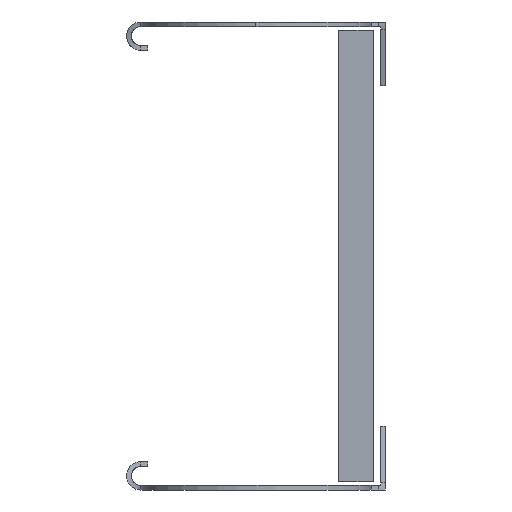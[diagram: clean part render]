
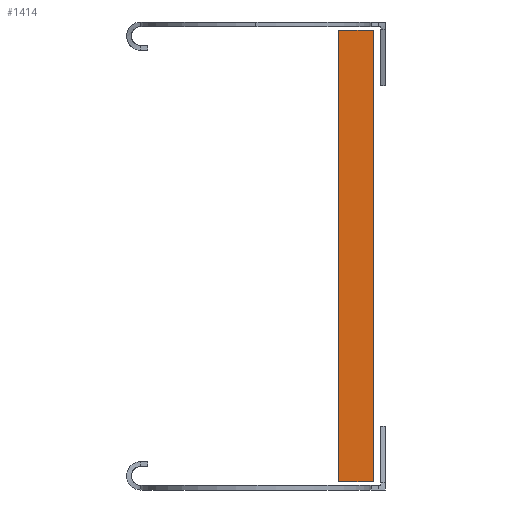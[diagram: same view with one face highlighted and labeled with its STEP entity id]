
A CAD part, left-side view. The second image highlights one B-rep face of the part: STEP entity #1414.
In plain terms, the highlighted planar face has unit normal (-1, 0, 0).
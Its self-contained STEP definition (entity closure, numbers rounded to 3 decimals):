
#95 = AXIS2_PLACEMENT_3D ( 'NONE', #2839, #3340, #1311 ) ;
#132 = FACE_OUTER_BOUND ( 'NONE', #337, .T. ) ;
#184 = CARTESIAN_POINT ( 'NONE',  ( -15., 3.5, 96. ) ) ;
#337 = EDGE_LOOP ( 'NONE', ( #3326, #2569, #3316, #2996, #2953, #2949, #2929, #2422 ) ) ;
#640 = VECTOR ( 'NONE', #1992, 1000. ) ;
#645 = VERTEX_POINT ( 'NONE', #1855 ) ;
#676 = VECTOR ( 'NONE', #1249, 1000. ) ;
#833 = PLANE ( 'NONE',  #95 ) ;
#859 = DIRECTION ( 'NONE',  ( 0., 1., 0. ) ) ;
#982 = LINE ( 'NONE', #2256, #676 ) ;
#1028 = LINE ( 'NONE', #2712, #1398 ) ;
#1085 = VERTEX_POINT ( 'NONE', #2854 ) ;
#1199 = CARTESIAN_POINT ( 'NONE',  ( -15., 3.5, 96. ) ) ;
#1204 = EDGE_CURVE ( 'NONE', #1338, #3152, #1028, .T. ) ;
#1232 = CARTESIAN_POINT ( 'NONE',  ( -15., 15., -96. ) ) ;
#1249 = DIRECTION ( 'NONE',  ( 0., 0., 1. ) ) ;
#1311 = DIRECTION ( 'NONE',  ( 0., 0., -1. ) ) ;
#1338 = VERTEX_POINT ( 'NONE', #2735 ) ;
#1342 = EDGE_CURVE ( 'NONE', #2275, #1338, #2667, .T. ) ;
#1398 = VECTOR ( 'NONE', #2915, 1000. ) ;
#1413 = CARTESIAN_POINT ( 'NONE',  ( -15., 15., 96. ) ) ;
#1414 = ADVANCED_FACE ( 'NONE', ( #132 ), #833, .F. ) ;
#1523 = CARTESIAN_POINT ( 'NONE',  ( -15., 0., 96. ) ) ;
#1574 = EDGE_CURVE ( 'NONE', #645, #2240, #982, .T. ) ;
#1674 = DIRECTION ( 'NONE',  ( 0., -1., 0. ) ) ;
#1818 = LINE ( 'NONE', #1199, #1833 ) ;
#1833 = VECTOR ( 'NONE', #1674, 1000. ) ;
#1855 = CARTESIAN_POINT ( 'NONE',  ( -15., 0., -96. ) ) ;
#1933 = CARTESIAN_POINT ( 'NONE',  ( -15., 11.5, 96. ) ) ;
#1963 = CARTESIAN_POINT ( 'NONE',  ( -15., 15., 96. ) ) ;
#1973 = CARTESIAN_POINT ( 'NONE',  ( -15., 3.5, -96. ) ) ;
#1992 = DIRECTION ( 'NONE',  ( 0., 1., 0. ) ) ;
#2006 = LINE ( 'NONE', #2409, #3060 ) ;
#2102 = VECTOR ( 'NONE', #2375, 1000. ) ;
#2126 = EDGE_CURVE ( 'NONE', #1085, #2305, #3258, .T. ) ;
#2240 = VERTEX_POINT ( 'NONE', #1523 ) ;
#2256 = CARTESIAN_POINT ( 'NONE',  ( -15., 0., -96. ) ) ;
#2264 = EDGE_CURVE ( 'NONE', #1085, #2240, #1818, .T. ) ;
#2275 = VERTEX_POINT ( 'NONE', #1973 ) ;
#2293 = CARTESIAN_POINT ( 'NONE',  ( -15., 3.5, -96. ) ) ;
#2305 = VERTEX_POINT ( 'NONE', #1933 ) ;
#2375 = DIRECTION ( 'NONE',  ( 0., 1., 0. ) ) ;
#2394 = EDGE_CURVE ( 'NONE', #3152, #2549, #2006, .T. ) ;
#2409 = CARTESIAN_POINT ( 'NONE',  ( -15., 15., -96. ) ) ;
#2422 = ORIENTED_EDGE ( 'NONE', *, *, #2264, .F. ) ;
#2474 = DIRECTION ( 'NONE',  ( 0., 0., 1. ) ) ;
#2549 = VERTEX_POINT ( 'NONE', #1413 ) ;
#2569 = ORIENTED_EDGE ( 'NONE', *, *, #3119, .T. ) ;
#2635 = EDGE_CURVE ( 'NONE', #2275, #645, #3104, .T. ) ;
#2667 = LINE ( 'NONE', #2293, #640 ) ;
#2711 = LINE ( 'NONE', #1963, #2102 ) ;
#2712 = CARTESIAN_POINT ( 'NONE',  ( -15., 3.5, -96. ) ) ;
#2735 = CARTESIAN_POINT ( 'NONE',  ( -15., 11.5, -96. ) ) ;
#2743 = VECTOR ( 'NONE', #2913, 1000. ) ;
#2839 = CARTESIAN_POINT ( 'NONE',  ( -15., 3.5, -96. ) ) ;
#2854 = CARTESIAN_POINT ( 'NONE',  ( -15., 3.5, 96. ) ) ;
#2913 = DIRECTION ( 'NONE',  ( 0., -1., 0. ) ) ;
#2915 = DIRECTION ( 'NONE',  ( 0., 1., 0. ) ) ;
#2929 = ORIENTED_EDGE ( 'NONE', *, *, #1574, .T. ) ;
#2934 = CARTESIAN_POINT ( 'NONE',  ( -15., 0., -96. ) ) ;
#2949 = ORIENTED_EDGE ( 'NONE', *, *, #2635, .T. ) ;
#2953 = ORIENTED_EDGE ( 'NONE', *, *, #1342, .F. ) ;
#2996 = ORIENTED_EDGE ( 'NONE', *, *, #1204, .F. ) ;
#3060 = VECTOR ( 'NONE', #2474, 1000. ) ;
#3104 = LINE ( 'NONE', #2934, #2743 ) ;
#3119 = EDGE_CURVE ( 'NONE', #2305, #2549, #2711, .T. ) ;
#3152 = VERTEX_POINT ( 'NONE', #1232 ) ;
#3225 = VECTOR ( 'NONE', #859, 1000. ) ;
#3258 = LINE ( 'NONE', #184, #3225 ) ;
#3316 = ORIENTED_EDGE ( 'NONE', *, *, #2394, .F. ) ;
#3326 = ORIENTED_EDGE ( 'NONE', *, *, #2126, .T. ) ;
#3340 = DIRECTION ( 'NONE',  ( 1., 0., 0. ) ) ;
